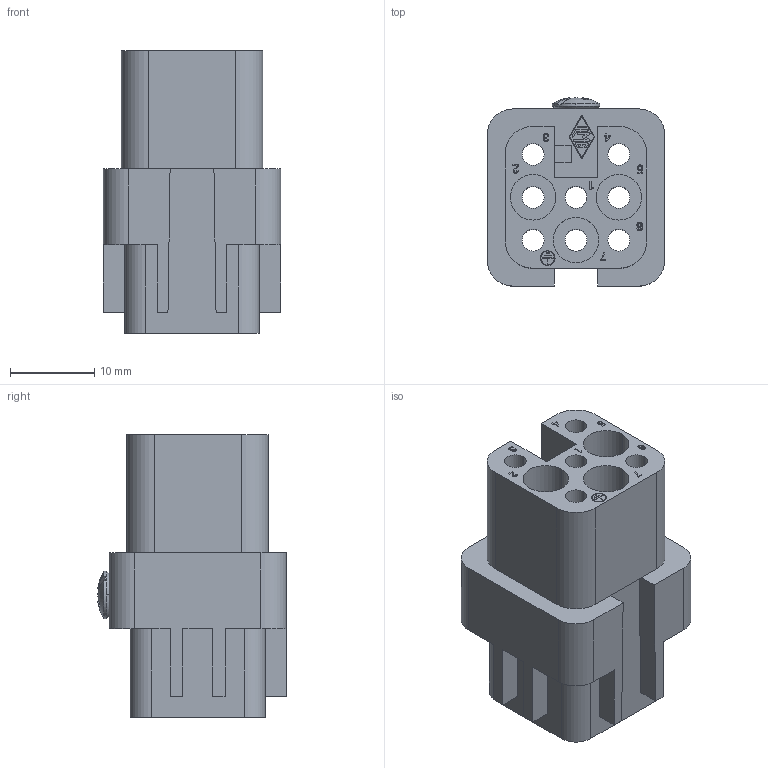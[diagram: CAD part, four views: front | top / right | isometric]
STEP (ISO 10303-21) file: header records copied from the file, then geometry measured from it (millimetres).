
FILE_DESCRIPTION(('Creo Elements/Direct Modeling STEP Export'),'2;1');
FILE_NAME('0lndrr04hmllhff4212','2018-03-13T11:22:11',(''),(''),'PTC Creo Elements/Direct Modeling STEP processor for AP214 (Solid Model)','PTC Creo Elements/Direct Modeling 19.0B 21-Mar-2015 (C) Parametric Technology GmbH','');
FILE_SCHEMA(('AUTOMOTIVE_DESIGN { 1 0 10303 214 1 1 1 1 }'));
Length unit declared in the file: millimetre
Products named in the file (2): CDF_07_N
Assembly tree (1 placements, depth 2):
  CDF_07_N
    CDF_07_N
Bounding box: 21 x 22.34 x 33.5 mm (x, y, z)
Volume: 7153.1 mm3; surface area: 6573.6 mm2
Topology: 1 solids, 1 shells, 188 faces, 1071 edges, 931 vertices
Faces by surface type: plane 129, cylinder 54, cone 3, sphere 2
Entity records: 11193 total; most frequent: ORIENTED_EDGE 2142, CARTESIAN_POINT 2118, DIRECTION 1420, EDGE_CURVE 1071, VERTEX_POINT 931, VECTOR 902, LINE 902, AXIS2_PLACEMENT_3D 259
